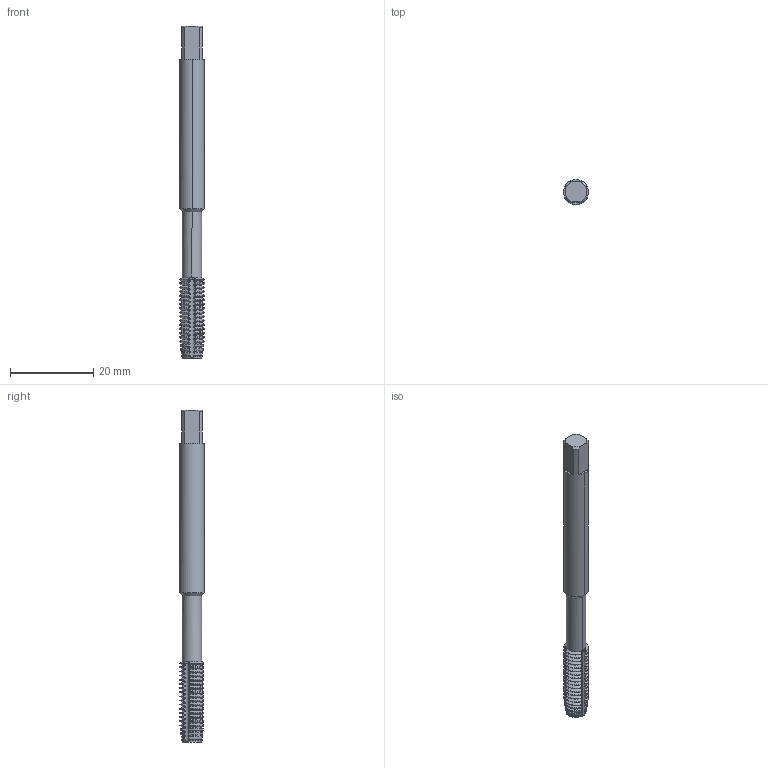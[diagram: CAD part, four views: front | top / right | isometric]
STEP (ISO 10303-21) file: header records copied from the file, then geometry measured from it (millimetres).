
FILE_DESCRIPTION(('no description'),'unknown implementation level');
FILE_NAME('solidhhTgmDSZz3Ha_klo5HKbr3OOQDQ_1.STP',' ',('CIMSOURCE GmbH'),('CADClick - KiM GmbH - www.kimweb.de'),'unknown preprocess','ACIS','unknown authorization');
FILE_SCHEMA(('automotive_design'));
Length unit declared in the file: millimetre
Products named in the file (2): 1; 2
Bounding box: 6 x 6 x 80 mm (x, y, z)
Volume: 1907.6 mm3; surface area: 2164.3 mm2
Topology: 2 solids, 2 shells, 428 faces, 1184 edges, 760 vertices
Faces by surface type: cone 224, cylinder 181, plane 17, torus 6
Entity records: 28667 total; most frequent: CARTESIAN_POINT 4711, STYLED_ITEM 2374, PRESENTATION_STYLE_ASSIGNMENT 2374, COLOUR_RGB 2374, ORIENTED_EDGE 2368, DIRECTION 2239, EDGE_CURVE 1184, CURVE_STYLE 1184
